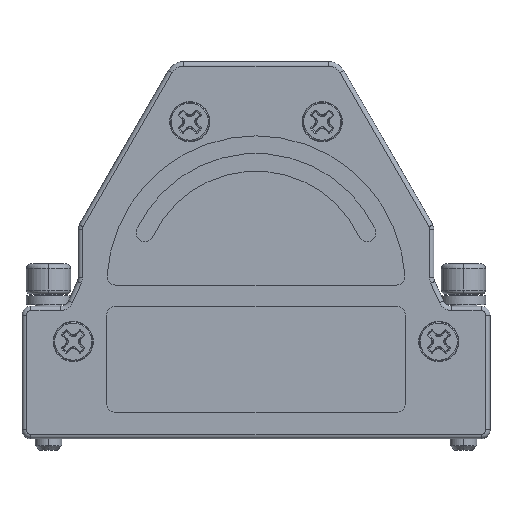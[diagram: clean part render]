
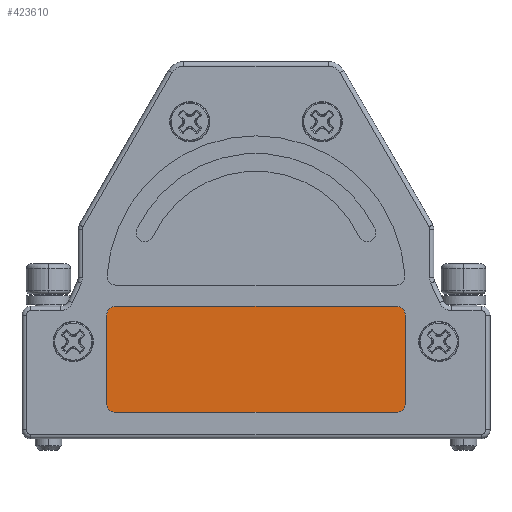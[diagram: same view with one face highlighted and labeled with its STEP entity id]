
A CAD part, top view. The second image highlights one B-rep face of the part: STEP entity #423610.
In plain terms, the highlighted planar face has unit normal (0, 0, 1).
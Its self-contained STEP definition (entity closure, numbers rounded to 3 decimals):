
#422860=CARTESIAN_POINT('',(50.,20.7,-20.2));
#422870=DIRECTION('',(0.,0.,-1.));
#422880=DIRECTION('',(-1.,0.,0.));
#422890=AXIS2_PLACEMENT_3D('',#422860,#422870,#422880);
#422900=PLANE('',#422890);
#422910=CARTESIAN_POINT('',(66.9,14.35,-20.2));
#422920=DIRECTION('',(0.,-1.,0.));
#422930=VECTOR('',#422920,1.);
#422940=LINE('',#422910,#422930);
#422950=CARTESIAN_POINT('',(66.9,13.35,-20.2));
#422960=VERTEX_POINT('',#422950);
#422970=CARTESIAN_POINT('',(66.9,3.35,-20.2));
#422980=VERTEX_POINT('',#422970);
#422990=EDGE_CURVE('',#422960,#422980,#422940,.T.);
#423000=ORIENTED_EDGE('',*,*,#422990,.F.);
#423010=CARTESIAN_POINT('',(65.9,3.35,-20.2));
#423020=DIRECTION('',(0.,0.,-1.));
#423030=DIRECTION('',(-1.,0.,0.));
#423040=AXIS2_PLACEMENT_3D('',#423010,#423020,#423030);
#423050=CIRCLE('',#423040,1.);
#423060=CARTESIAN_POINT('',(65.9,2.35,-20.2));
#423070=VERTEX_POINT('',#423060);
#423080=EDGE_CURVE('',#422980,#423070,#423050,.T.);
#423090=ORIENTED_EDGE('',*,*,#423080,.F.);
#423100=CARTESIAN_POINT('',(66.9,2.35,-20.2));
#423110=DIRECTION('',(-1.,0.,0.));
#423120=VECTOR('',#423110,1.);
#423130=LINE('',#423100,#423120);
#423140=CARTESIAN_POINT('',(34.1,2.35,-20.2));
#423150=VERTEX_POINT('',#423140);
#423160=EDGE_CURVE('',#423070,#423150,#423130,.T.);
#423170=ORIENTED_EDGE('',*,*,#423160,.F.);
#423180=CARTESIAN_POINT('',(34.1,3.35,-20.2));
#423190=DIRECTION('',(0.,0.,-1.));
#423200=DIRECTION('',(-1.,0.,0.));
#423210=AXIS2_PLACEMENT_3D('',#423180,#423190,#423200);
#423220=CIRCLE('',#423210,1.);
#423230=CARTESIAN_POINT('',(33.1,3.35,-20.2));
#423240=VERTEX_POINT('',#423230);
#423250=EDGE_CURVE('',#423150,#423240,#423220,.T.);
#423260=ORIENTED_EDGE('',*,*,#423250,.F.);
#423270=CARTESIAN_POINT('',(33.1,2.35,-20.2));
#423280=DIRECTION('',(0.,1.,0.));
#423290=VECTOR('',#423280,1.);
#423300=LINE('',#423270,#423290);
#423310=CARTESIAN_POINT('',(33.1,13.35,-20.2));
#423320=VERTEX_POINT('',#423310);
#423330=EDGE_CURVE('',#423240,#423320,#423300,.T.);
#423340=ORIENTED_EDGE('',*,*,#423330,.F.);
#423350=CARTESIAN_POINT('',(34.1,13.35,-20.2));
#423360=DIRECTION('',(0.,0.,-1.));
#423370=DIRECTION('',(-1.,0.,0.));
#423380=AXIS2_PLACEMENT_3D('',#423350,#423360,#423370);
#423390=CIRCLE('',#423380,1.);
#423400=CARTESIAN_POINT('',(34.1,14.35,-20.2));
#423410=VERTEX_POINT('',#423400);
#423420=EDGE_CURVE('',#423320,#423410,#423390,.T.);
#423430=ORIENTED_EDGE('',*,*,#423420,.F.);
#423440=CARTESIAN_POINT('',(33.1,14.35,-20.2));
#423450=DIRECTION('',(1.,0.,0.));
#423460=VECTOR('',#423450,1.);
#423470=LINE('',#423440,#423460);
#423480=CARTESIAN_POINT('',(65.9,14.35,-20.2));
#423490=VERTEX_POINT('',#423480);
#423500=EDGE_CURVE('',#423410,#423490,#423470,.T.);
#423510=ORIENTED_EDGE('',*,*,#423500,.F.);
#423520=CARTESIAN_POINT('',(65.9,13.35,-20.2));
#423530=DIRECTION('',(0.,0.,1.));
#423540=DIRECTION('',(1.,0.,0.));
#423550=AXIS2_PLACEMENT_3D('',#423520,#423530,#423540);
#423560=CIRCLE('',#423550,1.);
#423570=EDGE_CURVE('',#422960,#423490,#423560,.T.);
#423580=ORIENTED_EDGE('',*,*,#423570,.T.);
#423590=EDGE_LOOP('',(#423580,#423510,#423430,#423340,#423260,#423170,
#423090,#423000));
#423600=FACE_OUTER_BOUND('',#423590,.T.);
#423610=ADVANCED_FACE('',(#423600),#422900,.F.);
